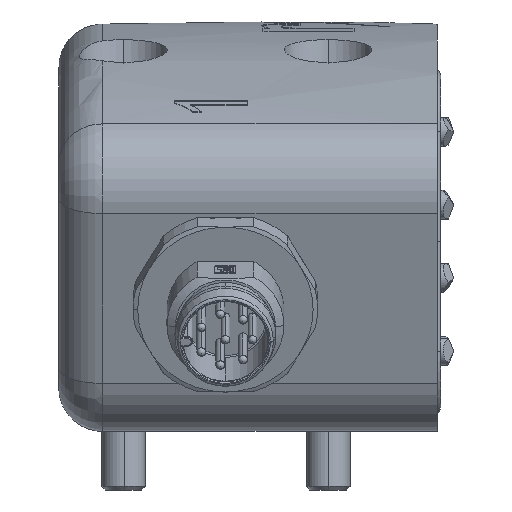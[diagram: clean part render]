
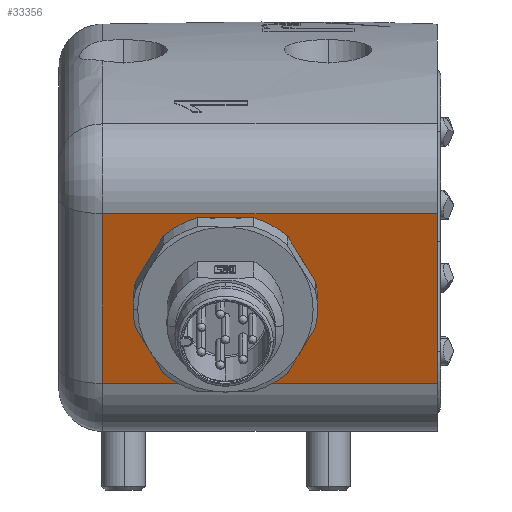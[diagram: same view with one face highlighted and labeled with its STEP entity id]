
A CAD part, left-side view. The second image highlights one B-rep face of the part: STEP entity #33356.
In plain terms, the highlighted planar face has unit normal (-0.94, 0, -0.342).
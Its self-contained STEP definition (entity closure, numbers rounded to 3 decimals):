
#940 = EDGE_CURVE ( 'NONE', #47095, #32411, #35437, .T. ) ;
#1696 = EDGE_CURVE ( 'NONE', #20413, #32411, #47094, .T. ) ;
#5790 = AXIS2_PLACEMENT_3D ( 'NONE', #38019, #17516, #39081 ) ;
#6723 = LINE ( 'NONE', #10521, #51041 ) ;
#7495 = EDGE_CURVE ( 'NONE', #30040, #35903, #38657, .T. ) ;
#8563 = CARTESIAN_POINT ( 'NONE',  ( -26.702, 1.5, 4.675 ) ) ;
#10143 = CARTESIAN_POINT ( 'NONE',  ( -25., -13., 0. ) ) ;
#10309 = CARTESIAN_POINT ( 'NONE',  ( -29.865, 1.5, 13.367 ) ) ;
#10521 = CARTESIAN_POINT ( 'NONE',  ( -30.424, 46.612, 14.903 ) ) ;
#14086 = CARTESIAN_POINT ( 'NONE',  ( -30.424, -13., 14.903 ) ) ;
#14690 = EDGE_LOOP ( 'NONE', ( #20799, #27374, #47287, #41835 ) ) ;
#16823 = CARTESIAN_POINT ( 'NONE',  ( -30.424, 9.9, 14.903 ) ) ;
#17516 = DIRECTION ( 'NONE',  ( -0.94, 0., -0.342 ) ) ;
#18609 = DIRECTION ( 'NONE',  ( 0., 1., 0. ) ) ;
#19221 = DIRECTION ( 'NONE',  ( 0., -1., 0. ) ) ;
#19807 = VECTOR ( 'NONE', #26618, 1000. ) ;
#20413 = VERTEX_POINT ( 'NONE', #14086 ) ;
#20799 = ORIENTED_EDGE ( 'NONE', *, *, #48716, .T. ) ;
#22877 = EDGE_CURVE ( 'NONE', #35903, #30040, #51143, .T. ) ;
#24799 = CARTESIAN_POINT ( 'NONE',  ( -28.283, 1.5, 9.021 ) ) ;
#25613 = FACE_OUTER_BOUND ( 'NONE', #14690, .T. ) ;
#26618 = DIRECTION ( 'NONE',  ( 0.342, 0., -0.94 ) ) ;
#26853 = ORIENTED_EDGE ( 'NONE', *, *, #22877, .T. ) ;
#27374 = ORIENTED_EDGE ( 'NONE', *, *, #34185, .T. ) ;
#28875 = DIRECTION ( 'NONE',  ( 0.342, 0., -0.94 ) ) ;
#30040 = VERTEX_POINT ( 'NONE', #8563 ) ;
#30451 = DIRECTION ( 'NONE',  ( 0.342, 0., -0.94 ) ) ;
#30924 = CARTESIAN_POINT ( 'NONE',  ( -26.197, -13., 3.29 ) ) ;
#31494 = CARTESIAN_POINT ( 'NONE',  ( -26.197, 9.9, 3.29 ) ) ;
#32411 = VERTEX_POINT ( 'NONE', #30924 ) ;
#33356 = ADVANCED_FACE ( 'NONE', ( #46100, #25613 ), #42037, .T. ) ;
#34185 = EDGE_CURVE ( 'NONE', #39986, #47095, #51178, .T. ) ;
#34288 = VECTOR ( 'NONE', #30451, 1000. ) ;
#34429 = CARTESIAN_POINT ( 'NONE',  ( -28.283, 1.5, 9.021 ) ) ;
#34719 = CARTESIAN_POINT ( 'NONE',  ( -26.197, 9.9, 3.29 ) ) ;
#35437 = LINE ( 'NONE', #43745, #39678 ) ;
#35903 = VERTEX_POINT ( 'NONE', #10309 ) ;
#38019 = CARTESIAN_POINT ( 'NONE',  ( -25., 46.612, 0. ) ) ;
#38657 = CIRCLE ( 'NONE', #39547, 4.625 ) ;
#38760 = EDGE_LOOP ( 'NONE', ( #26853, #39810 ) ) ;
#39081 = DIRECTION ( 'NONE',  ( -0.342, 0., 0.94 ) ) ;
#39547 = AXIS2_PLACEMENT_3D ( 'NONE', #24799, #40977, #28875 ) ;
#39678 = VECTOR ( 'NONE', #19221, 1000. ) ;
#39810 = ORIENTED_EDGE ( 'NONE', *, *, #7495, .T. ) ;
#39986 = VERTEX_POINT ( 'NONE', #16823 ) ;
#40977 = DIRECTION ( 'NONE',  ( 0.94, 0., 0.342 ) ) ;
#41835 = ORIENTED_EDGE ( 'NONE', *, *, #1696, .F. ) ;
#42037 = PLANE ( 'NONE',  #5790 ) ;
#43745 = CARTESIAN_POINT ( 'NONE',  ( -26.197, -13., 3.29 ) ) ;
#46100 = FACE_BOUND ( 'NONE', #38760, .T. ) ;
#47091 = DIRECTION ( 'NONE',  ( 0.94, 0., 0.342 ) ) ;
#47094 = LINE ( 'NONE', #10143, #19807 ) ;
#47095 = VERTEX_POINT ( 'NONE', #34719 ) ;
#47287 = ORIENTED_EDGE ( 'NONE', *, *, #940, .T. ) ;
#48716 = EDGE_CURVE ( 'NONE', #20413, #39986, #6723, .T. ) ;
#50870 = DIRECTION ( 'NONE',  ( 0.342, 0., -0.94 ) ) ;
#51041 = VECTOR ( 'NONE', #18609, 1000. ) ;
#51143 = CIRCLE ( 'NONE', #52885, 4.625 ) ;
#51178 = LINE ( 'NONE', #31494, #34288 ) ;
#52885 = AXIS2_PLACEMENT_3D ( 'NONE', #34429, #47091, #50870 ) ;
